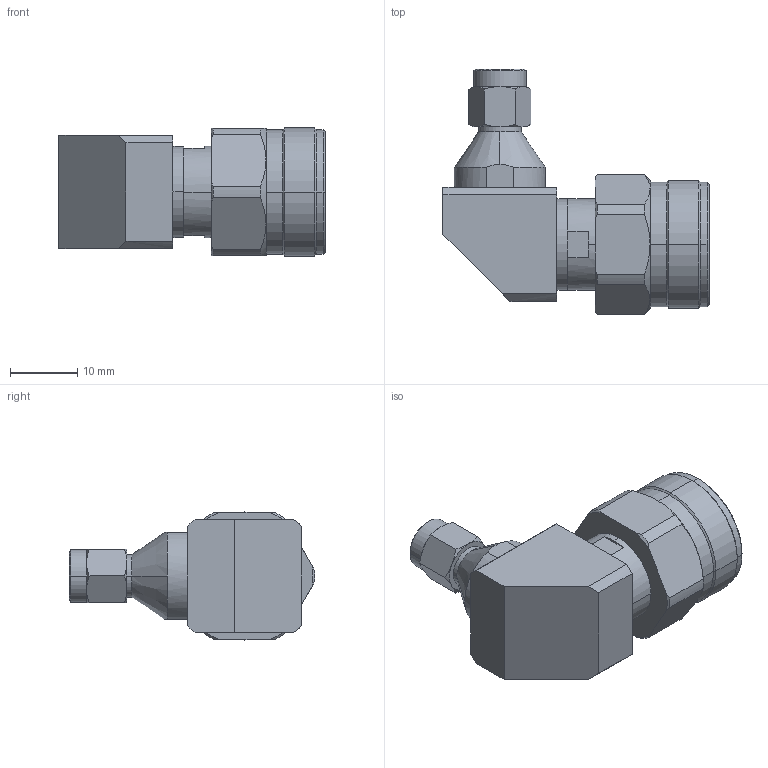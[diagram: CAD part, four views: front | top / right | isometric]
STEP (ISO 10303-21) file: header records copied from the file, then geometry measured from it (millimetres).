
FILE_DESCRIPTION (( 'STEP AP214' ), '1' );
FILE_NAME ('FMAD1566_3D.STEP', '2022-08-03T22:03:18', ( '' ), ( '' ), 'SwSTEP 2.0', 'SolidWorks 2021', '' );
FILE_SCHEMA (( 'AUTOMOTIVE_DESIGN' ));
Length unit declared in the file: millimetre
Products named in the file (4): FMAD1566_3D; Copy of ALS-N3N8-18-3-RIGHT^FMAD1566; Copy of ALS-A3N3-18-4--A3^FMAD1566; Copy of ALS-N3N8-18-2--N3^FMAD1566
Assembly tree (3 placements, depth 2):
  FMAD1566_3D
    Copy of ALS-N3N8-18-3-RIGHT^FMAD1566
    Copy of ALS-A3N3-18-4--A3^FMAD1566
    Copy of ALS-N3N8-18-2--N3^FMAD1566
Bounding box: 39.7 x 36.65 x 19.1 mm (x, y, z)
Volume: 9755.9 mm3; surface area: 5653.2 mm2
Topology: 3 solids, 3 shells, 197 faces, 449 edges, 275 vertices
Faces by surface type: cylinder 87, cone 64, plane 46
Entity records: 5774 total; most frequent: CARTESIAN_POINT 1112, DIRECTION 1026, ORIENTED_EDGE 898, EDGE_CURVE 449, AXIS2_PLACEMENT_3D 427, VERTEX_POINT 275, CIRCLE 224, EDGE_LOOP 214
